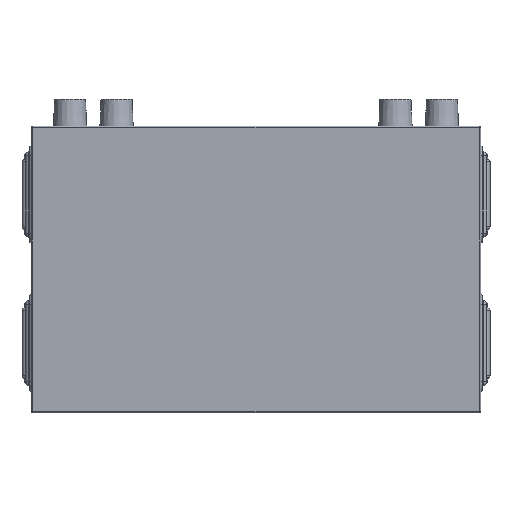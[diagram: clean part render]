
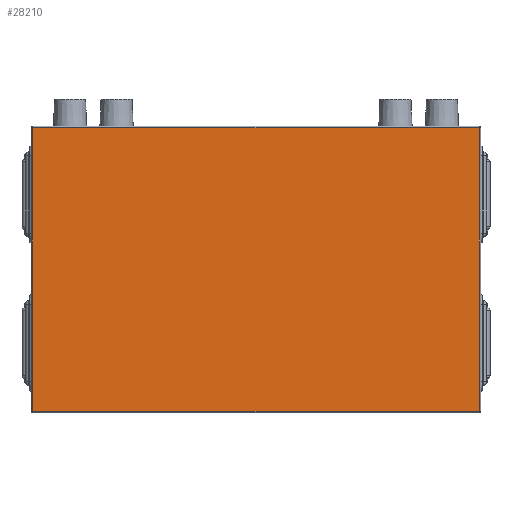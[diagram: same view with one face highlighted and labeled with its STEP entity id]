
A CAD part, front view. The second image highlights one B-rep face of the part: STEP entity #28210.
In plain terms, the highlighted planar face has unit normal (0, -1, 0).
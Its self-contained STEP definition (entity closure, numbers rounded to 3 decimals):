
#1157 = DIRECTION ( 'NONE',  ( 1., 0., 0. ) ) ;
#1172 = EDGE_CURVE ( 'NONE', #18637, #26156, #10714, .T. ) ;
#1454 = EDGE_CURVE ( 'NONE', #26390, #18637, #19466, .T. ) ;
#1564 = LINE ( 'NONE', #3516, #25365 ) ;
#3164 = CARTESIAN_POINT ( 'NONE',  ( 0., 0., 0. ) ) ;
#3516 = CARTESIAN_POINT ( 'NONE',  ( -288., 0., 0. ) ) ;
#6831 = AXIS2_PLACEMENT_3D ( 'NONE', #3164, #19038, #27908 ) ;
#7347 = PLANE ( 'NONE',  #6831 ) ;
#8420 = DIRECTION ( 'NONE',  ( 0., 0., -1. ) ) ;
#8487 = ORIENTED_EDGE ( 'NONE', *, *, #1454, .T. ) ;
#9549 = CARTESIAN_POINT ( 'NONE',  ( -288., 0., 183. ) ) ;
#10162 = DIRECTION ( 'NONE',  ( 0., 0., 1. ) ) ;
#10714 = LINE ( 'NONE', #13133, #27491 ) ;
#11081 = EDGE_CURVE ( 'NONE', #26156, #25507, #1564, .T. ) ;
#11835 = FACE_OUTER_BOUND ( 'NONE', #24235, .T. ) ;
#12503 = LINE ( 'NONE', #21689, #26315 ) ;
#13036 = ORIENTED_EDGE ( 'NONE', *, *, #18373, .T. ) ;
#13090 = VECTOR ( 'NONE', #10162, 1000. ) ;
#13133 = CARTESIAN_POINT ( 'NONE',  ( 0., 0., 183. ) ) ;
#13781 = ORIENTED_EDGE ( 'NONE', *, *, #1172, .T. ) ;
#16743 = CARTESIAN_POINT ( 'NONE',  ( 288., 0., -183. ) ) ;
#17810 = ORIENTED_EDGE ( 'NONE', *, *, #11081, .T. ) ;
#18373 = EDGE_CURVE ( 'NONE', #25507, #26390, #12503, .T. ) ;
#18637 = VERTEX_POINT ( 'NONE', #24780 ) ;
#18765 = CARTESIAN_POINT ( 'NONE',  ( -288., 0., -183. ) ) ;
#19038 = DIRECTION ( 'NONE',  ( 0., 1., 0. ) ) ;
#19466 = LINE ( 'NONE', #21872, #13090 ) ;
#21689 = CARTESIAN_POINT ( 'NONE',  ( 0., 0., -183. ) ) ;
#21872 = CARTESIAN_POINT ( 'NONE',  ( 288., 0., 0. ) ) ;
#22303 = DIRECTION ( 'NONE',  ( -1., 0., 0. ) ) ;
#24235 = EDGE_LOOP ( 'NONE', ( #8487, #13781, #17810, #13036 ) ) ;
#24780 = CARTESIAN_POINT ( 'NONE',  ( 288., 0., 183. ) ) ;
#25365 = VECTOR ( 'NONE', #8420, 1000. ) ;
#25507 = VERTEX_POINT ( 'NONE', #18765 ) ;
#26156 = VERTEX_POINT ( 'NONE', #9549 ) ;
#26315 = VECTOR ( 'NONE', #1157, 1000. ) ;
#26390 = VERTEX_POINT ( 'NONE', #16743 ) ;
#27491 = VECTOR ( 'NONE', #22303, 1000. ) ;
#27908 = DIRECTION ( 'NONE',  ( 0., 0., 1. ) ) ;
#28210 = ADVANCED_FACE ( 'NONE', ( #11835 ), #7347, .F. ) ;
